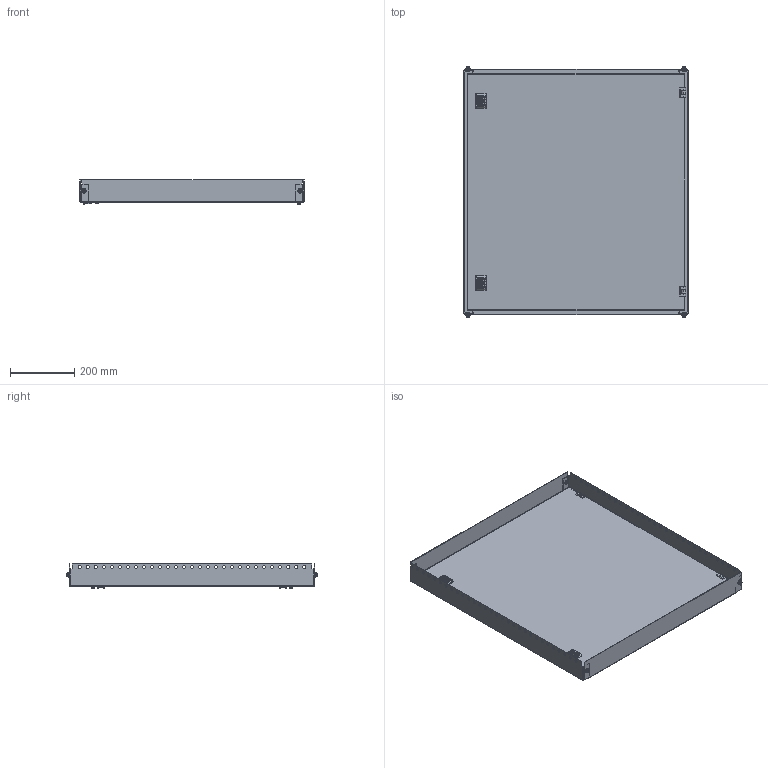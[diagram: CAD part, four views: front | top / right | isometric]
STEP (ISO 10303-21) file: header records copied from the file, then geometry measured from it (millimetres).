
FILE_DESCRIPTION (( 'STEP AP203' ), '1' );
FILE_NAME ('R5CPMIE8800.step', '2011-03-31T13:05:27', ( 'User' ), ( 'DKC' ), 'SwSTEP 2.0', 'SolidWorks 2011', '' );
FILE_SCHEMA (( 'CONFIG_CONTROL_DESIGN' ));
Length unit declared in the file: millimetre
Products named in the file (20): ïåòëÿ öåíòð; ïåòëÿ; Traversa orizzontale portina modulare interna_800; Montante verticale portina modulare interna_800; Portina modulare interna_800x800; R5CPMIE8800; MOLLA AC00C344_AC00C344; Handle for sectional internal door; AC00C348; Hex Flange Bolt M6x10_ISO 4162 - M6 x 12 x 12-S; Linguetta per porte interne AC00C537 accord to example; Inserto a doppio pettine AC00C343_AC00C343; BASETTA ESTERNA PER BOX AC00C503_AC00C503; Çåðêàëüíî îòðàçèòüÏåòëÿ âíóòðåííåé äâåðè; Çåðêàëüíî îòðàçèòüïåòëÿ; Flange nut M6_ISO 7044-M6-S; Rounded head screw with cross slot M6 x 12_ISO 7045 - M6 x 12 - Z --- 12S; Capscrew with recessed hexahedron M6 x 10_ISO 4762 M6 x 10 --- 10S; Ïåòëÿ âíóòðåííåé äâåðè; axis_Default
Assembly tree (32 placements, depth 3):
  R5CPMIE8800
    Handle for sectional internal door  x2
      Inserto a doppio pettine AC00C343_AC00C343
      AC00C348
      BASETTA ESTERNA PER BOX AC00C503_AC00C503
      Linguetta per porte interne AC00C537 accord to example
      Hex Flange Bolt M6x10_ISO 4162 - M6 x 12 x 12-S
    MOLLA AC00C344_AC00C344  x2
    Rounded head screw with cross slot M6 x 12_ISO 7045 - M6 x 12 - Z --- 12S  x4
    Çåðêàëüíî îòðàçèòüÏåòëÿ âíóòðåííåé äâåðè
      axis_Default
      Çåðêàëüíî îòðàçèòüïåòëÿ
      ïåòëÿ öåíòð
    Ïåòëÿ âíóòðåííåé äâåðè
      ïåòëÿ öåíòð
      axis_Default
      ïåòëÿ
    Flange nut M6_ISO 7044-M6-S  x4
    Capscrew with recessed hexahedron M6 x 10_ISO 4762 M6 x 10 --- 10S  x2
    Montante verticale portina modulare interna_800  x2
    Traversa orizzontale portina modulare interna_800  x2
    Portina modulare interna_800x800
Bounding box: 700 x 784 x 75.5 mm (x, y, z)
Volume: 1685632.2 mm3; surface area: 1701186.2 mm2
Topology: 33 solids, 33 shells, 2480 faces, 6292 edges, 3936 vertices
Faces by surface type: plane 922, cylinder 704, cone 538, bspline 228, torus 72, sphere 16
Entity records: 38903 total; most frequent: CARTESIAN_POINT 8528, ORIENTED_EDGE 5898, DIRECTION 5705, EDGE_CURVE 2949, AXIS2_PLACEMENT_3D 2022, VERTEX_POINT 1865, LINE 1661, VECTOR 1661
